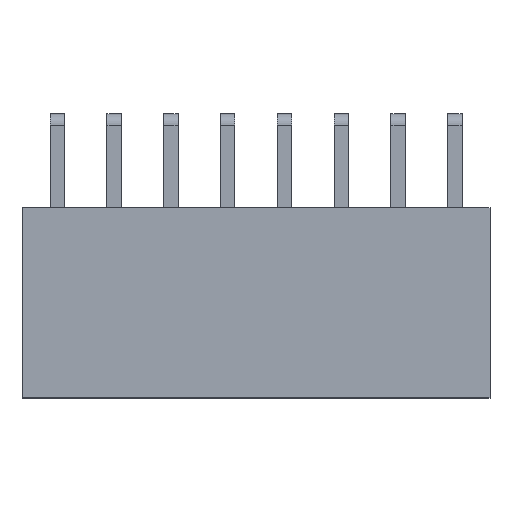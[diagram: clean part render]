
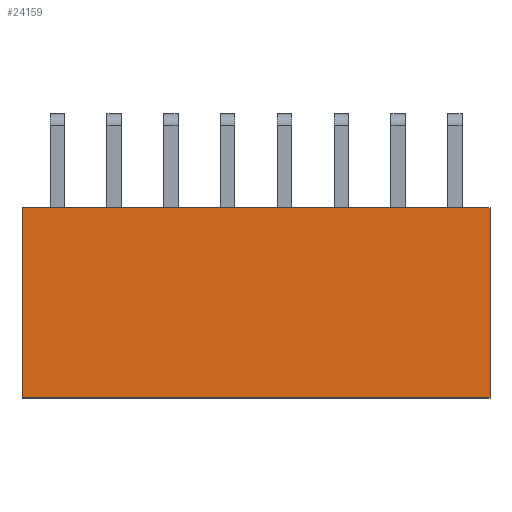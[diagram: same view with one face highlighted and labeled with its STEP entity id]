
A CAD part, top view. The second image highlights one B-rep face of the part: STEP entity #24159.
In plain terms, the highlighted planar face has unit normal (0, 0, 1).
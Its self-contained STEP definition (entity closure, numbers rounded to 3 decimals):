
#611 = CARTESIAN_POINT ( 'NONE',  ( -10.46, -8.5, 2.5 ) ) ;
#1085 = VERTEX_POINT ( 'NONE', #13621 ) ;
#3130 = DIRECTION ( 'NONE',  ( -1., 0., 0. ) ) ;
#3265 = LINE ( 'NONE', #27053, #13216 ) ;
#4467 = LINE ( 'NONE', #17515, #23315 ) ;
#4991 = ORIENTED_EDGE ( 'NONE', *, *, #6452, .T. ) ;
#5429 = AXIS2_PLACEMENT_3D ( 'NONE', #22920, #16155, #11727 ) ;
#5683 = ORIENTED_EDGE ( 'NONE', *, *, #7318, .F. ) ;
#6113 = VECTOR ( 'NONE', #18190, 1000. ) ;
#6452 = EDGE_CURVE ( 'NONE', #18208, #1085, #13919, .T. ) ;
#7318 = EDGE_CURVE ( 'NONE', #13227, #1085, #26827, .T. ) ;
#7997 = CARTESIAN_POINT ( 'NONE',  ( 10.46, 0., 2.5 ) ) ;
#10924 = VERTEX_POINT ( 'NONE', #17342 ) ;
#11432 = PLANE ( 'NONE',  #5429 ) ;
#11727 = DIRECTION ( 'NONE',  ( 0., 1., 0. ) ) ;
#11760 = CARTESIAN_POINT ( 'NONE',  ( -10.46, -8.5, 2.5 ) ) ;
#11926 = EDGE_LOOP ( 'NONE', ( #4991, #5683, #21729, #13124 ) ) ;
#12350 = EDGE_CURVE ( 'NONE', #10924, #13227, #3265, .T. ) ;
#13124 = ORIENTED_EDGE ( 'NONE', *, *, #20759, .T. ) ;
#13216 = VECTOR ( 'NONE', #13910, 1000. ) ;
#13227 = VERTEX_POINT ( 'NONE', #11760 ) ;
#13593 = FACE_OUTER_BOUND ( 'NONE', #11926, .T. ) ;
#13621 = CARTESIAN_POINT ( 'NONE',  ( -10.46, 0., 2.5 ) ) ;
#13910 = DIRECTION ( 'NONE',  ( -1., 0., 0. ) ) ;
#13919 = LINE ( 'NONE', #22522, #23230 ) ;
#16155 = DIRECTION ( 'NONE',  ( 0., 0., -1. ) ) ;
#17342 = CARTESIAN_POINT ( 'NONE',  ( 10.46, -8.5, 2.5 ) ) ;
#17381 = DIRECTION ( 'NONE',  ( 0., 1., 0. ) ) ;
#17515 = CARTESIAN_POINT ( 'NONE',  ( 10.46, -8.5, 2.5 ) ) ;
#18190 = DIRECTION ( 'NONE',  ( 0., 1., 0. ) ) ;
#18208 = VERTEX_POINT ( 'NONE', #7997 ) ;
#20759 = EDGE_CURVE ( 'NONE', #10924, #18208, #4467, .T. ) ;
#21729 = ORIENTED_EDGE ( 'NONE', *, *, #12350, .F. ) ;
#22522 = CARTESIAN_POINT ( 'NONE',  ( -10.46, 0., 2.5 ) ) ;
#22920 = CARTESIAN_POINT ( 'NONE',  ( -10.46, -8.5, 2.5 ) ) ;
#23230 = VECTOR ( 'NONE', #3130, 1000. ) ;
#23315 = VECTOR ( 'NONE', #17381, 1000. ) ;
#24159 = ADVANCED_FACE ( 'NONE', ( #13593 ), #11432, .F. ) ;
#26827 = LINE ( 'NONE', #611, #6113 ) ;
#27053 = CARTESIAN_POINT ( 'NONE',  ( -10.46, -8.5, 2.5 ) ) ;
